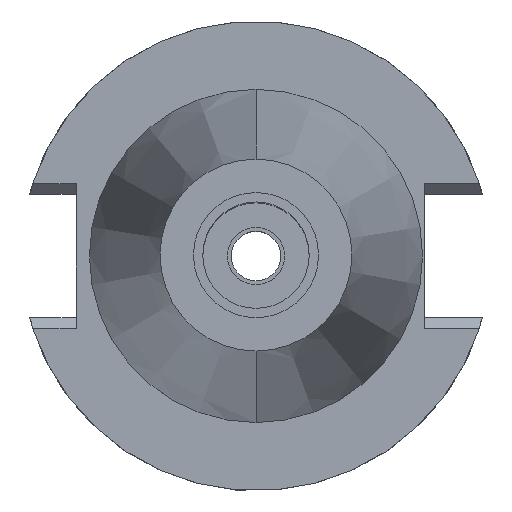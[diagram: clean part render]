
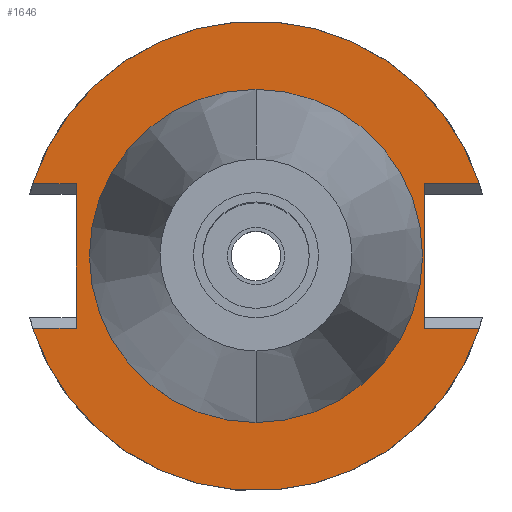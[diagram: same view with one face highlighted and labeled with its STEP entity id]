
A CAD part, top view. The second image highlights one B-rep face of the part: STEP entity #1646.
In plain terms, the highlighted planar face has unit normal (0, 0, 1).
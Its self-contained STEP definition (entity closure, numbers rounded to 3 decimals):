
#45 = ORIENTED_EDGE ( 'NONE', *, *, #1428, .F. ) ;
#63 = DIRECTION ( 'NONE',  ( 0., -1., 0. ) ) ;
#150 = ORIENTED_EDGE ( 'NONE', *, *, #2808, .F. ) ;
#170 = VERTEX_POINT ( 'NONE', #287 ) ;
#287 = CARTESIAN_POINT ( 'NONE',  ( -37.68, 15.155, -1.5 ) ) ;
#297 = CARTESIAN_POINT ( 'NONE',  ( 35.27, 15.155, -1.5 ) ) ;
#323 = LINE ( 'NONE', #2881, #1973 ) ;
#352 = ORIENTED_EDGE ( 'NONE', *, *, #2708, .F. ) ;
#372 = VERTEX_POINT ( 'NONE', #3000 ) ;
#462 = CIRCLE ( 'NONE', #2073, 49.212 ) ;
#471 = VERTEX_POINT ( 'NONE', #2288 ) ;
#495 = ORIENTED_EDGE ( 'NONE', *, *, #2817, .T. ) ;
#554 = LINE ( 'NONE', #829, #758 ) ;
#603 = ORIENTED_EDGE ( 'NONE', *, *, #1213, .F. ) ;
#660 = CARTESIAN_POINT ( 'NONE',  ( 35.27, -15.155, -1.5 ) ) ;
#693 = CARTESIAN_POINT ( 'NONE',  ( 0., 0., -1.5 ) ) ;
#703 = ORIENTED_EDGE ( 'NONE', *, *, #1283, .F. ) ;
#749 = EDGE_LOOP ( 'NONE', ( #703, #150 ) ) ;
#758 = VECTOR ( 'NONE', #1078, 1000. ) ;
#829 = CARTESIAN_POINT ( 'NONE',  ( -37.68, 15.155, -1.5 ) ) ;
#830 = VERTEX_POINT ( 'NONE', #660 ) ;
#836 = DIRECTION ( 'NONE',  ( -1., 0., 0. ) ) ;
#860 = DIRECTION ( 'NONE',  ( 0., 0., -1. ) ) ;
#877 = EDGE_LOOP ( 'NONE', ( #2927, #2279, #603, #2382, #495, #1516, #352, #45 ) ) ;
#972 = VERTEX_POINT ( 'NONE', #1269 ) ;
#984 = DIRECTION ( 'NONE',  ( 0., 0., -1. ) ) ;
#1064 = CARTESIAN_POINT ( 'NONE',  ( -46.821, 15.155, -1.5 ) ) ;
#1078 = DIRECTION ( 'NONE',  ( -1., 0., 0. ) ) ;
#1144 = LINE ( 'NONE', #297, #3274 ) ;
#1213 = EDGE_CURVE ( 'NONE', #830, #471, #1457, .T. ) ;
#1265 = CARTESIAN_POINT ( 'NONE',  ( -37.68, -15.155, -1.5 ) ) ;
#1269 = CARTESIAN_POINT ( 'NONE',  ( 46.821, 15.155, -1.5 ) ) ;
#1271 = EDGE_CURVE ( 'NONE', #471, #372, #462, .T. ) ;
#1283 = EDGE_CURVE ( 'NONE', #2353, #3071, #2178, .T. ) ;
#1285 = CARTESIAN_POINT ( 'NONE',  ( 0., -34.925, -1.5 ) ) ;
#1316 = CIRCLE ( 'NONE', #1855, 49.212 ) ;
#1340 = DIRECTION ( 'NONE',  ( 0., -1., 0. ) ) ;
#1428 = EDGE_CURVE ( 'NONE', #2707, #170, #2540, .T. ) ;
#1457 = LINE ( 'NONE', #2669, #2925 ) ;
#1477 = DIRECTION ( 'NONE',  ( 0., -1., 0. ) ) ;
#1516 = ORIENTED_EDGE ( 'NONE', *, *, #3295, .F. ) ;
#1646 = ADVANCED_FACE ( 'NONE', ( #2103, #3111 ), #1837, .F. ) ;
#1650 = EDGE_CURVE ( 'NONE', #2707, #372, #323, .T. ) ;
#1676 = DIRECTION ( 'NONE',  ( 0., 1., 0. ) ) ;
#1690 = DIRECTION ( 'NONE',  ( 0., 0., 1. ) ) ;
#1760 = CARTESIAN_POINT ( 'NONE',  ( 35.27, 15.155, -1.5 ) ) ;
#1837 = PLANE ( 'NONE',  #2867 ) ;
#1849 = DIRECTION ( 'NONE',  ( 0., 0., -1. ) ) ;
#1855 = AXIS2_PLACEMENT_3D ( 'NONE', #2337, #860, #2884 ) ;
#1884 = AXIS2_PLACEMENT_3D ( 'NONE', #2094, #3102, #63 ) ;
#1943 = DIRECTION ( 'NONE',  ( 0., -1., 0. ) ) ;
#1973 = VECTOR ( 'NONE', #836, 1000. ) ;
#2073 = AXIS2_PLACEMENT_3D ( 'NONE', #693, #984, #1943 ) ;
#2090 = VECTOR ( 'NONE', #1477, 1000. ) ;
#2094 = CARTESIAN_POINT ( 'NONE',  ( 0., 0., -1.5 ) ) ;
#2103 = FACE_OUTER_BOUND ( 'NONE', #877, .T. ) ;
#2178 = CIRCLE ( 'NONE', #2989, 34.925 ) ;
#2243 = VERTEX_POINT ( 'NONE', #2871 ) ;
#2254 = LINE ( 'NONE', #1760, #2090 ) ;
#2279 = ORIENTED_EDGE ( 'NONE', *, *, #1271, .F. ) ;
#2288 = CARTESIAN_POINT ( 'NONE',  ( 46.821, -15.155, -1.5 ) ) ;
#2304 = DIRECTION ( 'NONE',  ( 0., 1., 0. ) ) ;
#2337 = CARTESIAN_POINT ( 'NONE',  ( 0., 0., -1.5 ) ) ;
#2353 = VERTEX_POINT ( 'NONE', #2996 ) ;
#2382 = ORIENTED_EDGE ( 'NONE', *, *, #2568, .F. ) ;
#2540 = LINE ( 'NONE', #1265, #2709 ) ;
#2568 = EDGE_CURVE ( 'NONE', #2243, #830, #2254, .T. ) ;
#2669 = CARTESIAN_POINT ( 'NONE',  ( 35.27, -15.155, -1.5 ) ) ;
#2707 = VERTEX_POINT ( 'NONE', #2886 ) ;
#2708 = EDGE_CURVE ( 'NONE', #170, #3247, #554, .T. ) ;
#2709 = VECTOR ( 'NONE', #2304, 1000. ) ;
#2808 = EDGE_CURVE ( 'NONE', #3071, #2353, #2834, .T. ) ;
#2817 = EDGE_CURVE ( 'NONE', #2243, #972, #1144, .T. ) ;
#2834 = CIRCLE ( 'NONE', #1884, 34.925 ) ;
#2852 = DIRECTION ( 'NONE',  ( 1., 0., 0. ) ) ;
#2867 = AXIS2_PLACEMENT_3D ( 'NONE', #2894, #1849, #1340 ) ;
#2871 = CARTESIAN_POINT ( 'NONE',  ( 35.27, 15.155, -1.5 ) ) ;
#2881 = CARTESIAN_POINT ( 'NONE',  ( -37.68, -15.155, -1.5 ) ) ;
#2884 = DIRECTION ( 'NONE',  ( 0., 1., 0. ) ) ;
#2886 = CARTESIAN_POINT ( 'NONE',  ( -37.68, -15.155, -1.5 ) ) ;
#2894 = CARTESIAN_POINT ( 'NONE',  ( 0., 0., -1.5 ) ) ;
#2925 = VECTOR ( 'NONE', #3006, 1000. ) ;
#2927 = ORIENTED_EDGE ( 'NONE', *, *, #1650, .T. ) ;
#2989 = AXIS2_PLACEMENT_3D ( 'NONE', #2990, #1690, #1676 ) ;
#2990 = CARTESIAN_POINT ( 'NONE',  ( 0., 0., -1.5 ) ) ;
#2996 = CARTESIAN_POINT ( 'NONE',  ( 0., 34.925, -1.5 ) ) ;
#3000 = CARTESIAN_POINT ( 'NONE',  ( -46.821, -15.155, -1.5 ) ) ;
#3006 = DIRECTION ( 'NONE',  ( 1., 0., 0. ) ) ;
#3071 = VERTEX_POINT ( 'NONE', #1285 ) ;
#3102 = DIRECTION ( 'NONE',  ( 0., 0., 1. ) ) ;
#3111 = FACE_BOUND ( 'NONE', #749, .T. ) ;
#3247 = VERTEX_POINT ( 'NONE', #1064 ) ;
#3274 = VECTOR ( 'NONE', #2852, 1000. ) ;
#3295 = EDGE_CURVE ( 'NONE', #3247, #972, #1316, .T. ) ;
